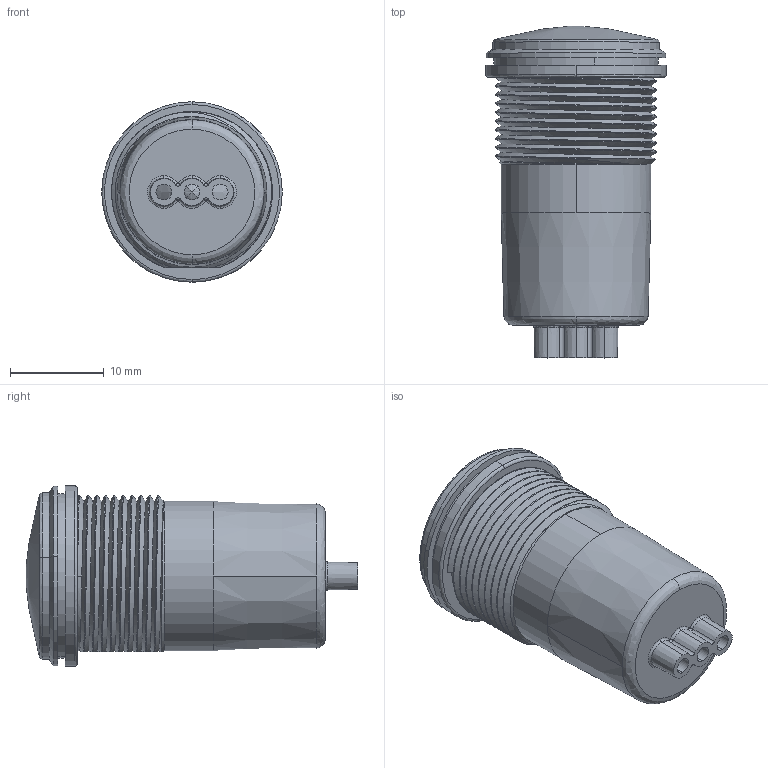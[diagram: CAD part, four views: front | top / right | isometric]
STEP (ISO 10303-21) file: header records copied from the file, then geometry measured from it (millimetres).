
FILE_DESCRIPTION (( 'STEP AP214' ), '1' );
FILE_NAME ('PML50.STEP', '2016-09-21T23:01:59', ( 'user' ), ( 'Microsoft' ), 'SwSTEP 2.0', 'SolidWorks 2016', '' );
FILE_SCHEMA (( 'AUTOMOTIVE_DESIGN' ));
Length unit declared in the file: inch
Products named in the file (5): R9-134-1Housing; PML50; R9-134-6 Optical Lens; R9-134-2 Top Lens; R9-134-3 Diffuser_Red
Assembly tree (4 placements, depth 2):
  PML50
    R9-134-1Housing
    R9-134-3 Diffuser_Red
    R9-134-2 Top Lens
    R9-134-6 Optical Lens
Bounding box: 19.3 x 35.5 x 19.3 mm (x, y, z)
Volume: 3256.6 mm3; surface area: 5634.2 mm2
Topology: 4 solids, 4 shells, 3524 faces, 7438 edges, 4672 vertices
Faces by surface type: plane 3393, bspline 63, cylinder 35, cone 33
Entity records: 107818 total; most frequent: CARTESIAN_POINT 33211, ORIENTED_EDGE 14864, DIRECTION 14238, EDGE_CURVE 7432, LINE 6728, VECTOR 6728, VERTEX_POINT 4672, EDGE_LOOP 4286
